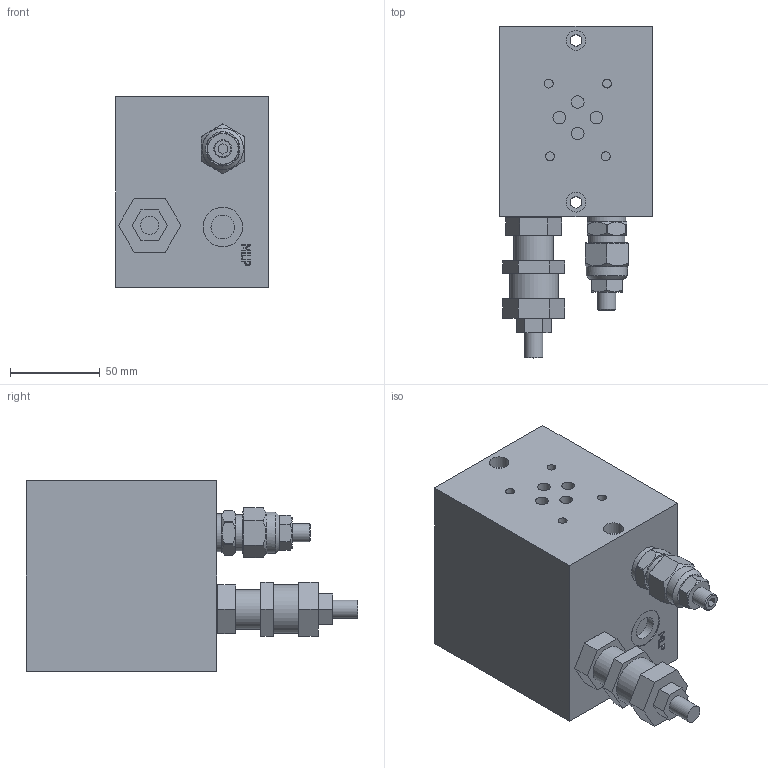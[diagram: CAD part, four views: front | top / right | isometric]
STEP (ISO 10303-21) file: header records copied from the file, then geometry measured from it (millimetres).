
FILE_DESCRIPTION(/* description */ (''),/* implementation_level */ '2;1');
FILE_NAME(/* name */ 'ET203.stp',/* time_stamp */ '2016-05-10T16:41:54+02:00',/* author */ ('Lemoine2'),/* organization */ (''),/* preprocessor_version */ 'ST-DEVELOPER v16.1',/* originating_system */ 'Autodesk Inventor 2016',/* authorisation */ '');
FILE_SCHEMA (('AUTOMOTIVE_DESIGN { 1 0 10303 214 3 1 1 }'));
Length unit declared in the file: millimetre
Products named in the file (1): ET203
Bounding box: 85 x 184.5 x 106 mm (x, y, z)
Volume: 952333.6 mm3; surface area: 85734.6 mm2
Topology: 3 solids, 3 shells, 539 faces, 1363 edges, 901 vertices
Faces by surface type: plane 362, bspline 100, cylinder 46, cone 31
Full cylindrical faces by diameter (mm): 5 x4, 6.5 x2, 6.75 x2, 7 x4, 8 x2, 10 x2, 11 x2, 11.5 x1, 13.2 x2, 15 x1, 16.662 x1, 19 x3, 20 x1, 20.955 x3, 21 x2, 22 x3, 23 x1, 24.5 x1, 26 x3, 26.441 x1, 27 x1, 29 x1, 30 x2, 36 x1
Entity records: 16154 total; most frequent: CARTESIAN_POINT 4109, ORIENTED_EDGE 2568, DIRECTION 2067, EDGE_CURVE 1284, VERTEX_POINT 881, LINE 877, VECTOR 877, EDGE_LOOP 673
